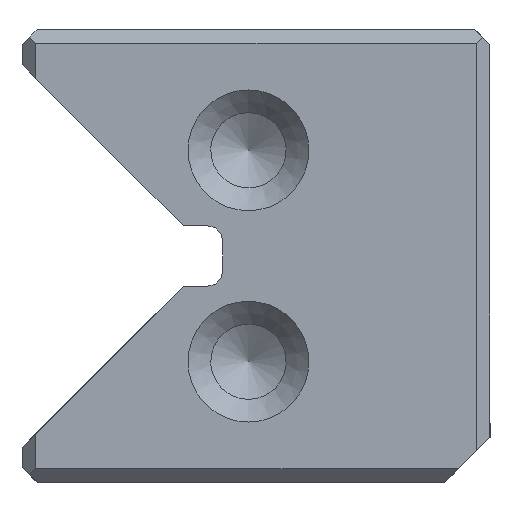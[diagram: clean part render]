
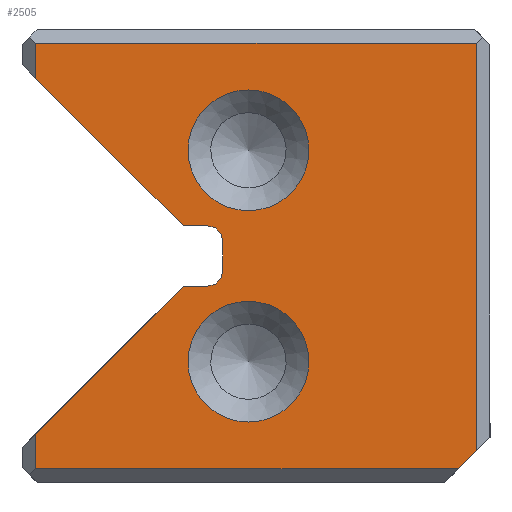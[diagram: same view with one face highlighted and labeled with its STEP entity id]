
A CAD part, left-side view. The second image highlights one B-rep face of the part: STEP entity #2505.
In plain terms, the highlighted planar face has unit normal (-1, 0, 0).
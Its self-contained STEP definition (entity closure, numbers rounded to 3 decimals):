
#2505=ADVANCED_FACE('',(#3541,#3542,#3543),#2934,.T.);
#2934=PLANE('',#9404);
#3198=CIRCLE('',#9400,2.);
#3199=CIRCLE('',#9401,2.);
#3200=CIRCLE('',#9402,0.5);
#3201=CIRCLE('',#9403,0.5);
#3541=FACE_BOUND('',#3853,.T.);
#3542=FACE_BOUND('',#3854,.T.);
#3543=FACE_BOUND('',#3855,.T.);
#3853=EDGE_LOOP('',(#4671));
#3854=EDGE_LOOP('',(#4672));
#3855=EDGE_LOOP('',(#4673,#4674,#4675,#4676,#4677,#4678,#4679,#4680,#4681,
#4682,#4683,#4684,#4685));
#4671=ORIENTED_EDGE('',*,*,#7327,.T.);
#4672=ORIENTED_EDGE('',*,*,#7328,.F.);
#4673=ORIENTED_EDGE('',*,*,#7329,.T.);
#4674=ORIENTED_EDGE('',*,*,#7330,.T.);
#4675=ORIENTED_EDGE('',*,*,#7331,.T.);
#4676=ORIENTED_EDGE('',*,*,#7332,.T.);
#4677=ORIENTED_EDGE('',*,*,#7333,.F.);
#4678=ORIENTED_EDGE('',*,*,#7334,.F.);
#4679=ORIENTED_EDGE('',*,*,#7335,.T.);
#4680=ORIENTED_EDGE('',*,*,#7336,.T.);
#4681=ORIENTED_EDGE('',*,*,#7337,.T.);
#4682=ORIENTED_EDGE('',*,*,#7338,.T.);
#4683=ORIENTED_EDGE('',*,*,#7339,.F.);
#4684=ORIENTED_EDGE('',*,*,#7340,.T.);
#4685=ORIENTED_EDGE('',*,*,#7341,.T.);
#6627=VERTEX_POINT('',#12209);
#6628=VERTEX_POINT('',#12211);
#6629=VERTEX_POINT('',#12213);
#6630=VERTEX_POINT('',#12214);
#6631=VERTEX_POINT('',#12216);
#6632=VERTEX_POINT('',#12218);
#6633=VERTEX_POINT('',#12220);
#6634=VERTEX_POINT('',#12222);
#6635=VERTEX_POINT('',#12224);
#6636=VERTEX_POINT('',#12226);
#6637=VERTEX_POINT('',#12228);
#6638=VERTEX_POINT('',#12230);
#6639=VERTEX_POINT('',#12232);
#6640=VERTEX_POINT('',#12234);
#6641=VERTEX_POINT('',#12236);
#7327=EDGE_CURVE('',#6627,#6627,#3198,.T.);
#7328=EDGE_CURVE('',#6628,#6628,#3199,.T.);
#7329=EDGE_CURVE('',#6629,#6630,#8209,.T.);
#7330=EDGE_CURVE('',#6630,#6631,#8210,.T.);
#7331=EDGE_CURVE('',#6631,#6632,#8211,.T.);
#7332=EDGE_CURVE('',#6632,#6633,#8212,.T.);
#7333=EDGE_CURVE('',#6634,#6633,#8213,.T.);
#7334=EDGE_CURVE('',#6635,#6634,#8214,.T.);
#7335=EDGE_CURVE('',#6635,#6636,#3200,.T.);
#7336=EDGE_CURVE('',#6636,#6637,#8215,.T.);
#7337=EDGE_CURVE('',#6637,#6638,#3201,.T.);
#7338=EDGE_CURVE('',#6638,#6639,#8216,.T.);
#7339=EDGE_CURVE('',#6640,#6639,#8217,.T.);
#7340=EDGE_CURVE('',#6640,#6641,#8218,.T.);
#7341=EDGE_CURVE('',#6641,#6629,#8219,.T.);
#8209=LINE('',#12212,#8871);
#8210=LINE('',#12215,#8872);
#8211=LINE('',#12217,#8873);
#8212=LINE('',#12219,#8874);
#8213=LINE('',#12221,#8875);
#8214=LINE('',#12223,#8876);
#8215=LINE('',#12227,#8877);
#8216=LINE('',#12231,#8878);
#8217=LINE('',#12233,#8879);
#8218=LINE('',#12235,#8880);
#8219=LINE('',#12237,#8881);
#8871=VECTOR('',#10057,1.);
#8872=VECTOR('',#10058,1.);
#8873=VECTOR('',#10059,1.);
#8874=VECTOR('',#10060,1.);
#8875=VECTOR('',#10061,1.);
#8876=VECTOR('',#10062,1.);
#8877=VECTOR('',#10065,1.);
#8878=VECTOR('',#10068,1.);
#8879=VECTOR('',#10069,1.);
#8880=VECTOR('',#10070,1.);
#8881=VECTOR('',#10071,1.);
#9400=AXIS2_PLACEMENT_3D('',#12208,#10053,#10054);
#9401=AXIS2_PLACEMENT_3D('',#12210,#10055,#10056);
#9402=AXIS2_PLACEMENT_3D('',#12225,#10063,#10064);
#9403=AXIS2_PLACEMENT_3D('',#12229,#10066,#10067);
#9404=AXIS2_PLACEMENT_3D('',#12238,#10072,#10073);
#10053=DIRECTION('',(1.,0.,0.));
#10054=DIRECTION('',(0.,0.,-1.));
#10055=DIRECTION('',(-1.,0.,0.));
#10056=DIRECTION('',(0.,0.,1.));
#10057=DIRECTION('',(0.,-0.707,0.707));
#10058=DIRECTION('',(0.,0.,1.));
#10059=DIRECTION('',(0.,1.,0.));
#10060=DIRECTION('',(0.,0.,-1.));
#10061=DIRECTION('',(0.,0.707,0.707));
#10062=DIRECTION('',(0.,1.,0.));
#10063=DIRECTION('',(1.,0.,0.));
#10064=DIRECTION('',(0.,0.,1.));
#10065=DIRECTION('',(0.,0.,-1.));
#10066=DIRECTION('',(1.,0.,0.));
#10067=DIRECTION('',(0.,0.,1.));
#10068=DIRECTION('',(0.,1.,0.));
#10069=DIRECTION('',(0.,-0.707,0.707));
#10070=DIRECTION('',(0.,0.,-1.));
#10071=DIRECTION('',(0.,-1.,0.));
#10072=DIRECTION('',(-1.,0.,0.));
#10073=DIRECTION('',(0.,0.,-1.));
#12208=CARTESIAN_POINT('',(0.,8.,4.));
#12209=CARTESIAN_POINT('',(0.,8.,2.));
#12210=CARTESIAN_POINT('',(0.,8.,11.));
#12211=CARTESIAN_POINT('',(0.,8.,13.));
#12212=CARTESIAN_POINT('',(0.,4.625,-3.125));
#12213=CARTESIAN_POINT('',(0.,1.05,0.45));
#12214=CARTESIAN_POINT('',(0.,0.45,1.05));
#12215=CARTESIAN_POINT('',(0.,0.45,0.));
#12216=CARTESIAN_POINT('',(0.,0.45,14.55));
#12217=CARTESIAN_POINT('',(0.,7.75,14.55));
#12218=CARTESIAN_POINT('',(0.,15.05,14.55));
#12219=CARTESIAN_POINT('',(0.,15.05,0.));
#12220=CARTESIAN_POINT('',(0.,15.05,13.385));
#12221=CARTESIAN_POINT('',(0.,9.165,7.5));
#12222=CARTESIAN_POINT('',(0.,10.165,8.5));
#12223=CARTESIAN_POINT('',(0.,8.85,8.5));
#12224=CARTESIAN_POINT('',(0.,9.35,8.5));
#12225=CARTESIAN_POINT('',(0.,9.35,8.));
#12226=CARTESIAN_POINT('',(0.,8.85,8.));
#12227=CARTESIAN_POINT('',(0.,8.85,8.5));
#12228=CARTESIAN_POINT('',(0.,8.85,7.));
#12229=CARTESIAN_POINT('',(0.,9.35,7.));
#12230=CARTESIAN_POINT('',(0.,9.35,6.5));
#12231=CARTESIAN_POINT('',(0.,8.85,6.5));
#12232=CARTESIAN_POINT('',(0.,10.165,6.5));
#12233=CARTESIAN_POINT('',(0.,17.65,-0.985));
#12234=CARTESIAN_POINT('',(0.,15.05,1.615));
#12235=CARTESIAN_POINT('',(0.,15.05,0.));
#12236=CARTESIAN_POINT('',(0.,15.05,0.45));
#12237=CARTESIAN_POINT('',(0.,7.75,0.45));
#12238=CARTESIAN_POINT('',(0.,7.75,0.));
